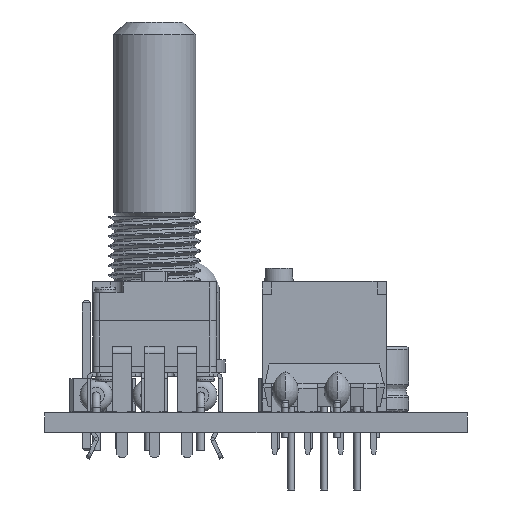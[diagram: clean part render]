
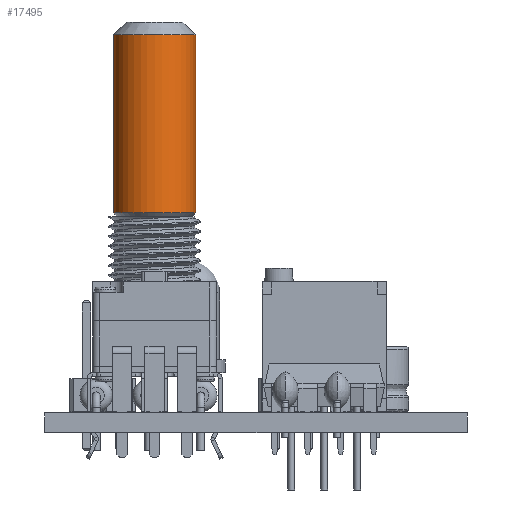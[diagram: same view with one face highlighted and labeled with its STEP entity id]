
A CAD part, left-side view. The second image highlights one B-rep face of the part: STEP entity #17495.
In plain terms, the highlighted cylindrical face has radius 3.175 mm (diameter 6.35 mm), a full revolution.
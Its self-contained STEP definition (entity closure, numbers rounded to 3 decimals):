
#17495 = ADVANCED_FACE('',(#17496),#17523,.T.);
#17496 = FACE_BOUND('',#17497,.T.);
#17497 = EDGE_LOOP('',(#17498,#17507,#17515,#17522));
#17498 = ORIENTED_EDGE('',*,*,#17499,.T.);
#17499 = EDGE_CURVE('',#17500,#17500,#17502,.T.);
#17500 = VERTEX_POINT('',#17501);
#17501 = CARTESIAN_POINT('',(3.175,0.,8.3));
#17502 = CIRCLE('',#17503,3.175);
#17503 = AXIS2_PLACEMENT_3D('',#17504,#17505,#17506);
#17504 = CARTESIAN_POINT('',(0.,0.,8.3));
#17505 = DIRECTION('',(0.,0.,1.));
#17506 = DIRECTION('',(1.,0.,-0.));
#17507 = ORIENTED_EDGE('',*,*,#17508,.T.);
#17508 = EDGE_CURVE('',#17500,#17509,#17511,.T.);
#17509 = VERTEX_POINT('',#17510);
#17510 = CARTESIAN_POINT('',(3.175,0.,22.));
#17511 = LINE('',#17512,#17513);
#17512 = CARTESIAN_POINT('',(3.175,0.,8.));
#17513 = VECTOR('',#17514,1.);
#17514 = DIRECTION('',(0.,0.,1.));
#17515 = ORIENTED_EDGE('',*,*,#17516,.F.);
#17516 = EDGE_CURVE('',#17509,#17509,#17517,.T.);
#17517 = CIRCLE('',#17518,3.175);
#17518 = AXIS2_PLACEMENT_3D('',#17519,#17520,#17521);
#17519 = CARTESIAN_POINT('',(0.,0.,22.));
#17520 = DIRECTION('',(0.,0.,1.));
#17521 = DIRECTION('',(1.,0.,-0.));
#17522 = ORIENTED_EDGE('',*,*,#17508,.F.);
#17523 = CYLINDRICAL_SURFACE('',#17524,3.175);
#17524 = AXIS2_PLACEMENT_3D('',#17525,#17526,#17527);
#17525 = CARTESIAN_POINT('',(0.,0.,8.));
#17526 = DIRECTION('',(-0.,-0.,-1.));
#17527 = DIRECTION('',(1.,0.,0.));
